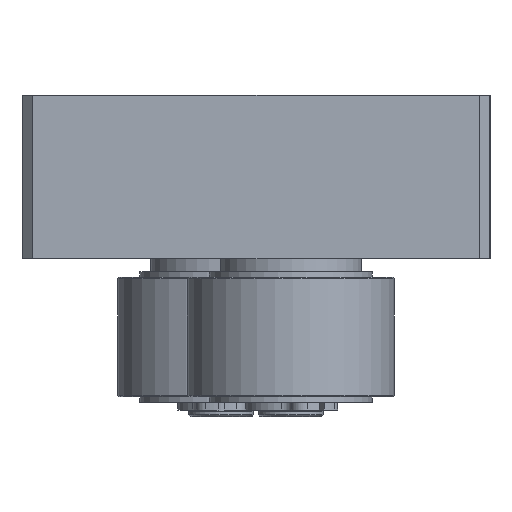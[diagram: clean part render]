
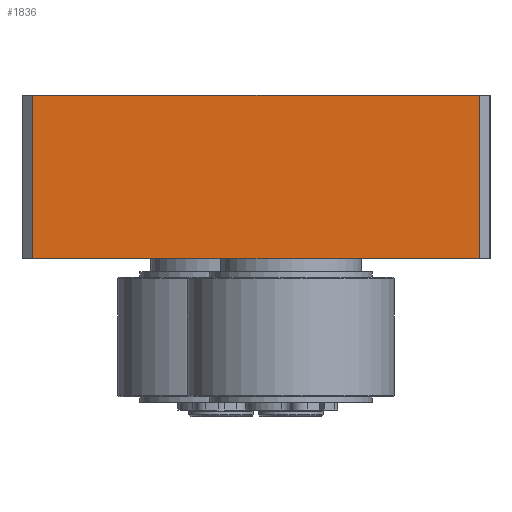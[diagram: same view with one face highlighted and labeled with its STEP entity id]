
A CAD part, left-side view. The second image highlights one B-rep face of the part: STEP entity #1836.
In plain terms, the highlighted planar face has unit normal (-1, 0, 0).
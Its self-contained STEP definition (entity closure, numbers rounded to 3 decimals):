
#349=FACE_OUTER_BOUND('',#465,.T.);
#465=EDGE_LOOP('',(#1270,#1271,#1272,#1273));
#620=LINE('',#3007,#731);
#621=LINE('',#3010,#732);
#622=LINE('',#3012,#733);
#623=LINE('',#3013,#734);
#731=VECTOR('',#2393,10.);
#732=VECTOR('',#2396,10.);
#733=VECTOR('',#2397,10.);
#734=VECTOR('',#2398,10.);
#839=VERTEX_POINT('',#3000);
#842=VERTEX_POINT('',#3005);
#843=VERTEX_POINT('',#3009);
#844=VERTEX_POINT('',#3011);
#1013=EDGE_CURVE('',#842,#839,#620,.T.);
#1014=EDGE_CURVE('',#843,#842,#621,.T.);
#1015=EDGE_CURVE('',#844,#843,#622,.T.);
#1016=EDGE_CURVE('',#839,#844,#623,.T.);
#1270=ORIENTED_EDGE('',*,*,#1013,.F.);
#1271=ORIENTED_EDGE('',*,*,#1014,.F.);
#1272=ORIENTED_EDGE('',*,*,#1015,.F.);
#1273=ORIENTED_EDGE('',*,*,#1016,.F.);
#1779=PLANE('',#2136);
#1836=ADVANCED_FACE('',(#349),#1779,.T.);
#2136=AXIS2_PLACEMENT_3D('',#3008,#2394,#2395);
#2393=DIRECTION('',(0.,0.,1.));
#2394=DIRECTION('center_axis',(-1.,0.,0.));
#2395=DIRECTION('ref_axis',(0.,-1.,0.));
#2396=DIRECTION('',(0.,1.,0.));
#2397=DIRECTION('',(0.,0.,-1.));
#2398=DIRECTION('',(0.,-1.,0.));
#3000=CARTESIAN_POINT('',(-60.,20.5,7.5));
#3005=CARTESIAN_POINT('',(-60.,20.5,-7.5));
#3007=CARTESIAN_POINT('',(-60.,20.5,0.));
#3008=CARTESIAN_POINT('Origin',(-60.,21.5,0.));
#3009=CARTESIAN_POINT('',(-60.,-20.5,-7.5));
#3010=CARTESIAN_POINT('',(-60.,21.5,-7.5));
#3011=CARTESIAN_POINT('',(-60.,-20.5,7.5));
#3012=CARTESIAN_POINT('',(-60.,-20.5,0.));
#3013=CARTESIAN_POINT('',(-60.,21.5,7.5));
